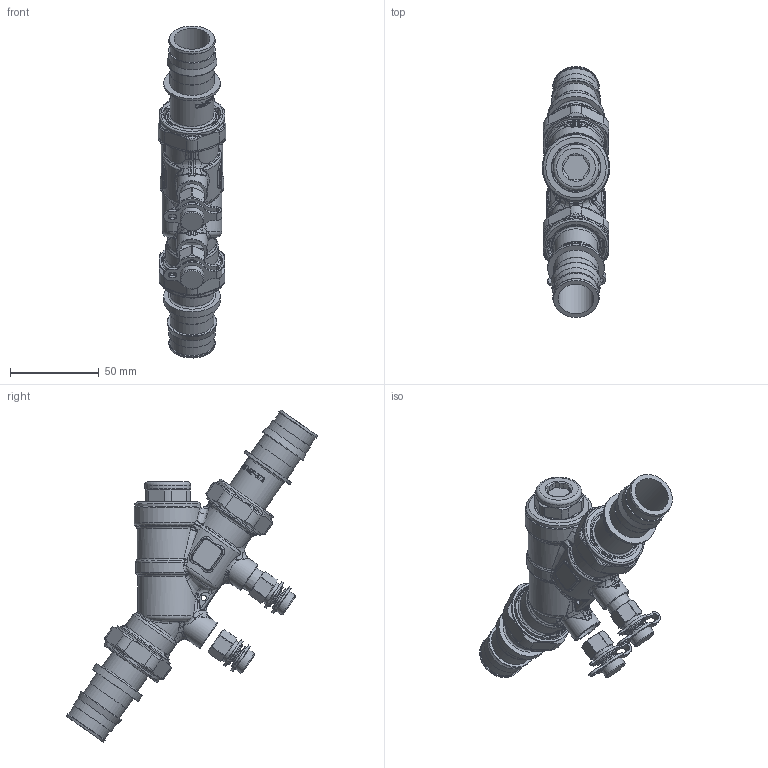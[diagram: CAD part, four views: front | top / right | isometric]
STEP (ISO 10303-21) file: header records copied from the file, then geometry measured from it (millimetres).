
FILE_DESCRIPTION(/* description */ (''),/* implementation_level */ '2;1');
FILE_NAME(/* name */ '128462AFC_Simplify_1.stp',/* time_stamp */ '2025-07-21T16:36:52-05:00',/* author */ ('ischreiner'),/* organization */ (''),/* preprocessor_version */ 'ST-DEVELOPER v20',/* originating_system */ 'Autodesk Inventor 2025',/* authorisation */ '');
FILE_SCHEMA (('AUTOMOTIVE_DESIGN { 1 0 10303 214 3 1 1 }'));
Length unit declared in the file: inch
Products named in the file (1): 128462AFC_Simplify_1
Bounding box: 37.95 x 141.49 x 186.97 mm (x, y, z)
Volume: 170702.5 mm3; surface area: 49635.3 mm2
Topology: 7 solids, 7 shells, 1797 faces, 4477 edges, 2727 vertices
Faces by surface type: bspline 1002, plane 356, cylinder 252, cone 104, torus 71, sphere 12
Full cylindrical faces by diameter (mm): 3 x1, 8 x2, 11.5 x2, 12 x4, 12.2 x2, 13.5 x6, 13.9 x2, 15.748 x1, 17.5 x2, 20.091 x2, 20.32 x2, 20.6 x1, 20.701 x1, 22 x1, 24.384 x2, 24.765 x4, 25.095 x2, 25.8 x1, 26.111 x2, 27.686 x2, 29.5 x1, 29.515 x2, 30 x2, 30.5 x2, 31.75 x2, 33.1 x2, 37 x5
Entity records: 168808 total; most frequent: CARTESIAN_POINT 130322, ORIENTED_EDGE 8870, DIRECTION 5498, EDGE_CURVE 4435, VERTEX_POINT 2727, AXIS2_PLACEMENT_3D 2195, EDGE_LOOP 1894, B_SPLINE_CURVE_WITH_KNOTS 1868
